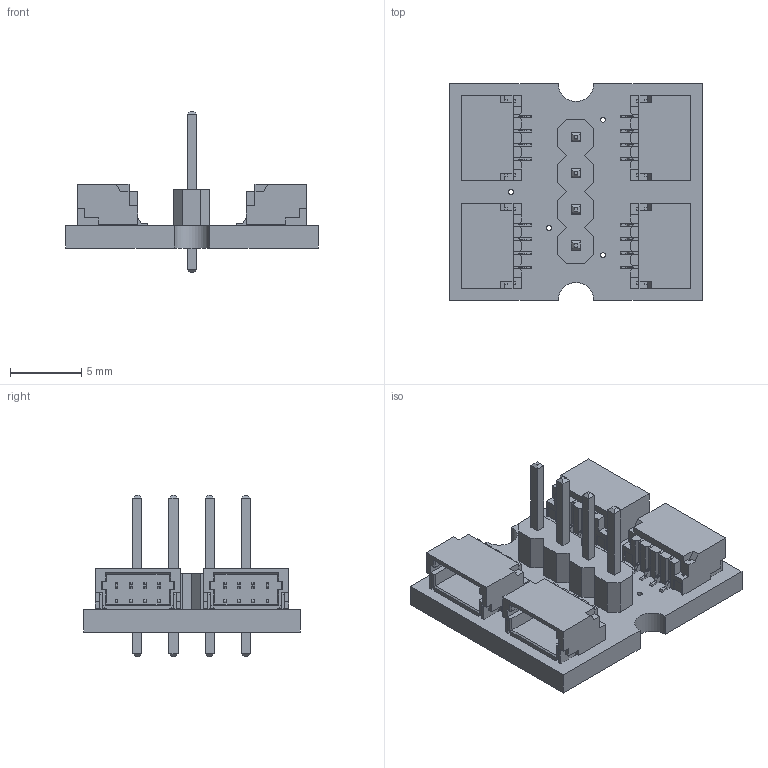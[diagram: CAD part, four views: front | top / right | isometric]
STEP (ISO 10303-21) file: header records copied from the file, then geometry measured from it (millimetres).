
FILE_DESCRIPTION(/* description */ (''),/* implementation_level */ '2;1');
FILE_NAME(/* name */ 'uSup_4x.step',/* time_stamp */ '2022-06-27T12:34:10+02:00',/* author */ (''),/* organization */ (''),/* preprocessor_version */ 'ST-DEVELOPER v19',/* originating_system */ 'Autodesk Translation Framework v11.7.0.108',/* authorisation */ '');
FILE_SCHEMA (('AUTOMOTIVE_DESIGN { 1 0 10303 214 3 1 1 }'));
Length unit declared in the file: millimetre
Products named in the file (8): uSup_4x; Board; Packages; LASKAKIT_HEART_3MM; LASKKIT_10MM_SILKSCREEN; USUP_4MM_SILKSCREEN; 1X04_1MM_RA; 1X04
Assembly tree (10 placements, depth 3):
  uSup_4x
    Board
    Packages
      LASKAKIT_HEART_3MM
      LASKKIT_10MM_SILKSCREEN
      USUP_4MM_SILKSCREEN
      1X04_1MM_RA  x4
      1X04
Bounding box: 17.78 x 15.24 x 11.34 mm (x, y, z)
Volume: 642.1 mm3; surface area: 1685.3 mm2
Topology: 30 solids, 30 shells, 1191 faces, 3397 edges, 2246 vertices
Faces by surface type: plane 1024, cylinder 167
Full cylindrical faces by diameter (mm): 0.35 x9, 1.016 x4
Entity records: 12833 total; most frequent: CARTESIAN_POINT 2188, ORIENTED_EDGE 2150, DIRECTION 1999, EDGE_CURVE 1075, LINE 969, VECTOR 969, VERTEX_POINT 704, AXIS2_PLACEMENT_3D 515
